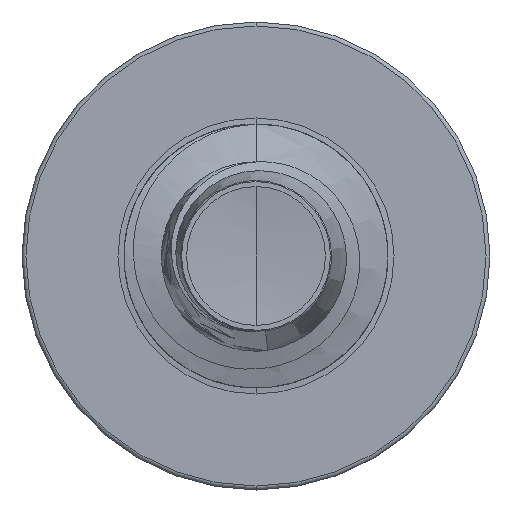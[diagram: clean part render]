
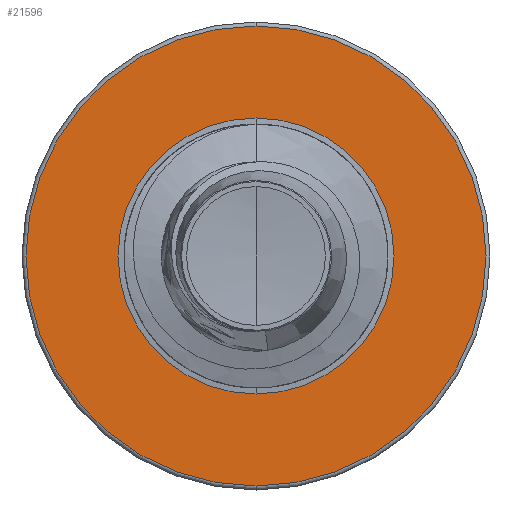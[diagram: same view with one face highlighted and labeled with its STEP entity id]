
A CAD part, front view. The second image highlights one B-rep face of the part: STEP entity #21596.
In plain terms, the highlighted planar face has unit normal (0, -1, 0).
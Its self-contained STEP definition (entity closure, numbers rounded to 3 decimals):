
#187 = CARTESIAN_POINT ( 'NONE',  ( 0., 12.5, 0. ) ) ;
#639 = CARTESIAN_POINT ( 'NONE',  ( 0., 12.5, 1.15 ) ) ;
#913 = DIRECTION ( 'NONE',  ( 0., 1., 0. ) ) ;
#948 = CARTESIAN_POINT ( 'NONE',  ( 0., 12.5, -1.917 ) ) ;
#1485 = PLANE ( 'NONE',  #5718 ) ;
#2944 = DIRECTION ( 'NONE',  ( 0., 0., 1. ) ) ;
#3614 = ORIENTED_EDGE ( 'NONE', *, *, #19542, .F. ) ;
#5252 = CARTESIAN_POINT ( 'NONE',  ( 0., 12.5, 0. ) ) ;
#5718 = AXIS2_PLACEMENT_3D ( 'NONE', #24630, #21249, #9443 ) ;
#6421 = AXIS2_PLACEMENT_3D ( 'NONE', #15241, #913, #17163 ) ;
#7193 = VERTEX_POINT ( 'NONE', #948 ) ;
#7590 = VERTEX_POINT ( 'NONE', #639 ) ;
#7875 = DIRECTION ( 'NONE',  ( 0., 0., 1. ) ) ;
#8082 = EDGE_CURVE ( 'NONE', #7590, #11707, #25441, .T. ) ;
#8681 = AXIS2_PLACEMENT_3D ( 'NONE', #187, #16632, #2944 ) ;
#9070 = CIRCLE ( 'NONE', #8681, 1.917 ) ;
#9443 = DIRECTION ( 'NONE',  ( 0., 0., 1. ) ) ;
#10118 = FACE_OUTER_BOUND ( 'NONE', #17293, .T. ) ;
#10382 = ORIENTED_EDGE ( 'NONE', *, *, #17392, .F. ) ;
#10681 = AXIS2_PLACEMENT_3D ( 'NONE', #5252, #20056, #7875 ) ;
#11536 = CIRCLE ( 'NONE', #6421, 1.15 ) ;
#11707 = VERTEX_POINT ( 'NONE', #25666 ) ;
#15241 = CARTESIAN_POINT ( 'NONE',  ( 0., 12.5, 0. ) ) ;
#15507 = DIRECTION ( 'NONE',  ( 0., 0., 1. ) ) ;
#15534 = DIRECTION ( 'NONE',  ( 0., 1., 0. ) ) ;
#15569 = CARTESIAN_POINT ( 'NONE',  ( 0., 12.5, 0. ) ) ;
#15954 = AXIS2_PLACEMENT_3D ( 'NONE', #15569, #15534, #15507 ) ;
#16342 = EDGE_LOOP ( 'NONE', ( #20778, #25307 ) ) ;
#16632 = DIRECTION ( 'NONE',  ( 0., 1., 0. ) ) ;
#17163 = DIRECTION ( 'NONE',  ( 0., 0., 1. ) ) ;
#17293 = EDGE_LOOP ( 'NONE', ( #3614, #10382 ) ) ;
#17392 = EDGE_CURVE ( 'NONE', #7193, #18344, #18517, .T. ) ;
#18344 = VERTEX_POINT ( 'NONE', #23418 ) ;
#18517 = CIRCLE ( 'NONE', #10681, 1.917 ) ;
#19542 = EDGE_CURVE ( 'NONE', #18344, #7193, #9070, .T. ) ;
#20056 = DIRECTION ( 'NONE',  ( 0., 1., 0. ) ) ;
#20778 = ORIENTED_EDGE ( 'NONE', *, *, #8082, .T. ) ;
#21249 = DIRECTION ( 'NONE',  ( 0., 1., 0. ) ) ;
#21373 = EDGE_CURVE ( 'NONE', #11707, #7590, #11536, .T. ) ;
#21596 = ADVANCED_FACE ( 'NONE', ( #10118, #25125 ), #1485, .F. ) ;
#23418 = CARTESIAN_POINT ( 'NONE',  ( 0., 12.5, 1.917 ) ) ;
#24630 = CARTESIAN_POINT ( 'NONE',  ( 0., 12.5, -1.15 ) ) ;
#25125 = FACE_BOUND ( 'NONE', #16342, .T. ) ;
#25307 = ORIENTED_EDGE ( 'NONE', *, *, #21373, .T. ) ;
#25441 = CIRCLE ( 'NONE', #15954, 1.15 ) ;
#25666 = CARTESIAN_POINT ( 'NONE',  ( 0., 12.5, -1.15 ) ) ;
